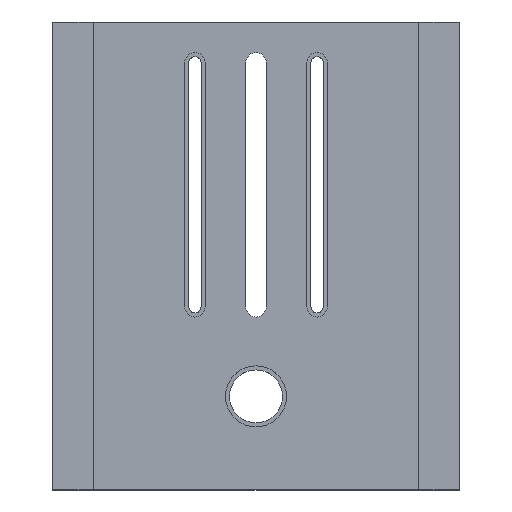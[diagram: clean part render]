
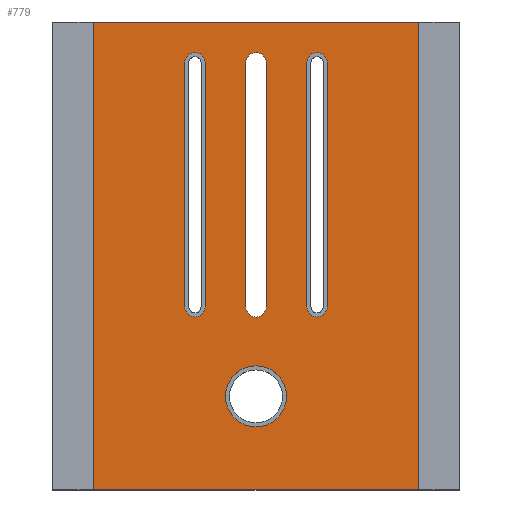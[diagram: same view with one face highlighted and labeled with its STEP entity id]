
A CAD part, top view. The second image highlights one B-rep face of the part: STEP entity #779.
In plain terms, the highlighted planar face has unit normal (0, 0, 1).
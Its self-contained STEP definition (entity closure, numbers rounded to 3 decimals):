
#18=FACE_BOUND('',#151,.T.);
#19=FACE_BOUND('',#152,.T.);
#20=FACE_BOUND('',#153,.T.);
#21=FACE_BOUND('',#154,.T.);
#45=PLANE('',#874);
#104=FACE_OUTER_BOUND('',#150,.T.);
#150=EDGE_LOOP('',(#670,#671,#672,#673));
#151=EDGE_LOOP('',(#674));
#152=EDGE_LOOP('',(#675,#676,#677,#678));
#153=EDGE_LOOP('',(#679,#680,#681,#682));
#154=EDGE_LOOP('',(#683,#684,#685,#686));
#196=LINE('',#1209,#270);
#201=LINE('',#1223,#275);
#204=LINE('',#1234,#278);
#209=LINE('',#1248,#283);
#214=LINE('',#1263,#288);
#218=LINE('',#1275,#292);
#221=LINE('',#1285,#295);
#227=LINE('',#1297,#301);
#228=LINE('',#1299,#302);
#229=LINE('',#1300,#303);
#270=VECTOR('',#990,10.);
#275=VECTOR('',#1003,10.);
#278=VECTOR('',#1016,10.);
#283=VECTOR('',#1029,10.);
#288=VECTOR('',#1044,10.);
#292=VECTOR('',#1056,10.);
#295=VECTOR('',#1067,10.);
#301=VECTOR('',#1075,10.);
#302=VECTOR('',#1078,10.);
#303=VECTOR('',#1079,10.);
#336=CIRCLE('',#843,7.5);
#338=CIRCLE('',#848,2.5);
#340=CIRCLE('',#852,2.5);
#342=CIRCLE('',#857,2.5);
#344=CIRCLE('',#861,2.5);
#347=CIRCLE('',#867,2.5);
#349=CIRCLE('',#871,2.5);
#380=VERTEX_POINT('',#1200);
#382=VERTEX_POINT('',#1207);
#383=VERTEX_POINT('',#1208);
#386=VERTEX_POINT('',#1216);
#388=VERTEX_POINT('',#1222);
#390=VERTEX_POINT('',#1232);
#391=VERTEX_POINT('',#1233);
#394=VERTEX_POINT('',#1241);
#396=VERTEX_POINT('',#1247);
#400=VERTEX_POINT('',#1260);
#401=VERTEX_POINT('',#1262);
#403=VERTEX_POINT('',#1268);
#405=VERTEX_POINT('',#1274);
#406=VERTEX_POINT('',#1281);
#408=VERTEX_POINT('',#1284);
#411=VERTEX_POINT('',#1291);
#413=VERTEX_POINT('',#1295);
#465=EDGE_CURVE('',#380,#380,#336,.T.);
#468=EDGE_CURVE('',#382,#383,#196,.T.);
#472=EDGE_CURVE('',#386,#382,#338,.T.);
#475=EDGE_CURVE('',#388,#386,#201,.T.);
#478=EDGE_CURVE('',#383,#388,#340,.T.);
#480=EDGE_CURVE('',#390,#391,#204,.T.);
#484=EDGE_CURVE('',#394,#390,#342,.T.);
#487=EDGE_CURVE('',#396,#394,#209,.T.);
#490=EDGE_CURVE('',#391,#396,#344,.T.);
#494=EDGE_CURVE('',#401,#400,#214,.T.);
#497=EDGE_CURVE('',#403,#401,#347,.T.);
#500=EDGE_CURVE('',#405,#403,#218,.T.);
#503=EDGE_CURVE('',#400,#405,#349,.T.);
#505=EDGE_CURVE('',#408,#406,#221,.T.);
#511=EDGE_CURVE('',#413,#411,#227,.T.);
#512=EDGE_CURVE('',#411,#406,#228,.T.);
#513=EDGE_CURVE('',#408,#413,#229,.T.);
#670=ORIENTED_EDGE('',*,*,#512,.F.);
#671=ORIENTED_EDGE('',*,*,#511,.F.);
#672=ORIENTED_EDGE('',*,*,#513,.F.);
#673=ORIENTED_EDGE('',*,*,#505,.T.);
#674=ORIENTED_EDGE('',*,*,#465,.T.);
#675=ORIENTED_EDGE('',*,*,#468,.T.);
#676=ORIENTED_EDGE('',*,*,#478,.T.);
#677=ORIENTED_EDGE('',*,*,#475,.T.);
#678=ORIENTED_EDGE('',*,*,#472,.T.);
#679=ORIENTED_EDGE('',*,*,#480,.T.);
#680=ORIENTED_EDGE('',*,*,#490,.T.);
#681=ORIENTED_EDGE('',*,*,#487,.T.);
#682=ORIENTED_EDGE('',*,*,#484,.T.);
#683=ORIENTED_EDGE('',*,*,#500,.T.);
#684=ORIENTED_EDGE('',*,*,#497,.T.);
#685=ORIENTED_EDGE('',*,*,#494,.T.);
#686=ORIENTED_EDGE('',*,*,#503,.T.);
#779=ADVANCED_FACE('',(#104,#18,#19,#20,#21),#45,.F.);
#843=AXIS2_PLACEMENT_3D('',#1201,#981,#982);
#848=AXIS2_PLACEMENT_3D('',#1217,#996,#997);
#852=AXIS2_PLACEMENT_3D('',#1228,#1008,#1009);
#857=AXIS2_PLACEMENT_3D('',#1242,#1022,#1023);
#861=AXIS2_PLACEMENT_3D('',#1253,#1034,#1035);
#867=AXIS2_PLACEMENT_3D('',#1269,#1050,#1051);
#871=AXIS2_PLACEMENT_3D('',#1279,#1062,#1063);
#874=AXIS2_PLACEMENT_3D('',#1298,#1076,#1077);
#981=DIRECTION('center_axis',(0.,0.,-1.));
#982=DIRECTION('ref_axis',(1.,0.,0.));
#990=DIRECTION('',(0.,1.,0.));
#996=DIRECTION('center_axis',(0.,0.,-1.));
#997=DIRECTION('ref_axis',(-1.,0.,0.));
#1003=DIRECTION('',(0.,-1.,0.));
#1008=DIRECTION('center_axis',(0.,0.,-1.));
#1009=DIRECTION('ref_axis',(1.,0.,0.));
#1016=DIRECTION('',(0.,-1.,0.));
#1022=DIRECTION('center_axis',(0.,0.,-1.));
#1023=DIRECTION('ref_axis',(1.,0.,0.));
#1029=DIRECTION('',(0.,1.,0.));
#1034=DIRECTION('center_axis',(0.,0.,-1.));
#1035=DIRECTION('ref_axis',(-1.,0.,0.));
#1044=DIRECTION('',(0.,1.,0.));
#1050=DIRECTION('center_axis',(0.,0.,-1.));
#1051=DIRECTION('ref_axis',(-1.,0.,0.));
#1056=DIRECTION('',(0.,-1.,0.));
#1062=DIRECTION('center_axis',(0.,0.,-1.));
#1063=DIRECTION('ref_axis',(1.,0.,0.));
#1067=DIRECTION('',(0.,-1.,0.));
#1075=DIRECTION('',(0.,-1.,0.));
#1076=DIRECTION('center_axis',(0.,0.,-1.));
#1077=DIRECTION('ref_axis',(1.,0.,0.));
#1078=DIRECTION('',(-1.,0.,0.));
#1079=DIRECTION('',(1.,0.,0.));
#1200=CARTESIAN_POINT('',(42.5,23.,7.));
#1201=CARTESIAN_POINT('Origin',(50.,23.,7.));
#1207=CARTESIAN_POINT('',(62.5,45.,7.));
#1208=CARTESIAN_POINT('',(62.5,105.,7.));
#1209=CARTESIAN_POINT('',(62.5,80.,7.));
#1216=CARTESIAN_POINT('',(67.5,45.,7.));
#1217=CARTESIAN_POINT('Origin',(65.,45.,7.));
#1222=CARTESIAN_POINT('',(67.5,105.,7.));
#1223=CARTESIAN_POINT('',(67.5,110.,7.));
#1228=CARTESIAN_POINT('Origin',(65.,105.,7.));
#1232=CARTESIAN_POINT('',(37.5,105.,7.));
#1233=CARTESIAN_POINT('',(37.5,45.,7.));
#1234=CARTESIAN_POINT('',(37.5,110.,7.));
#1241=CARTESIAN_POINT('',(32.5,105.,7.));
#1242=CARTESIAN_POINT('Origin',(35.,105.,7.));
#1247=CARTESIAN_POINT('',(32.5,45.,7.));
#1248=CARTESIAN_POINT('',(32.5,80.,7.));
#1253=CARTESIAN_POINT('Origin',(35.,45.,7.));
#1260=CARTESIAN_POINT('',(47.5,105.,7.));
#1262=CARTESIAN_POINT('',(47.5,45.,7.));
#1263=CARTESIAN_POINT('',(47.5,80.,7.));
#1268=CARTESIAN_POINT('',(52.5,45.,7.));
#1269=CARTESIAN_POINT('Origin',(50.,45.,7.));
#1274=CARTESIAN_POINT('',(52.5,105.,7.));
#1275=CARTESIAN_POINT('',(52.5,110.,7.));
#1279=CARTESIAN_POINT('Origin',(50.,105.,7.));
#1281=CARTESIAN_POINT('',(10.,0.,7.));
#1284=CARTESIAN_POINT('',(10.,115.,7.));
#1285=CARTESIAN_POINT('',(10.,115.,7.));
#1291=CARTESIAN_POINT('',(90.,0.,7.));
#1295=CARTESIAN_POINT('',(90.,115.,7.));
#1297=CARTESIAN_POINT('',(90.,115.,7.));
#1298=CARTESIAN_POINT('Origin',(10.,115.,7.));
#1299=CARTESIAN_POINT('',(5.,0.,7.));
#1300=CARTESIAN_POINT('',(55.,115.,7.));
